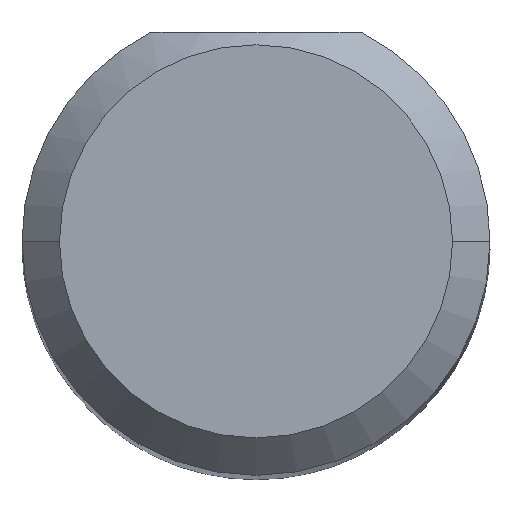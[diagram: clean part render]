
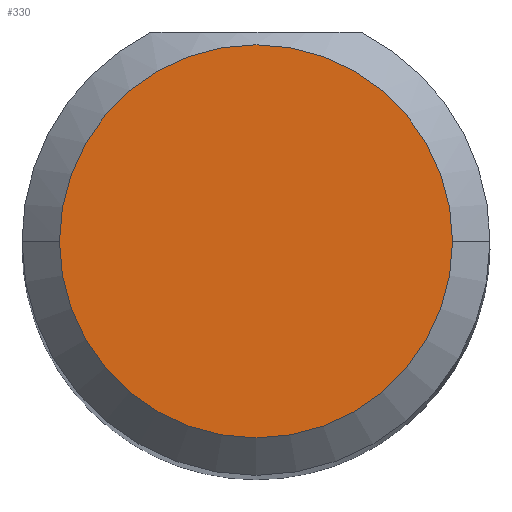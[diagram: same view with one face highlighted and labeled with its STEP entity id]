
A CAD part, top view. The second image highlights one B-rep face of the part: STEP entity #330.
In plain terms, the highlighted planar face has unit normal (0, 0, 1).
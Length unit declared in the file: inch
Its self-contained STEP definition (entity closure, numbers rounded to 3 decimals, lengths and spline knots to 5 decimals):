
#29 = CARTESIAN_POINT ( 'NONE',  ( 0., 0., 2. ) ) ;
#33 = CIRCLE ( 'NONE', #645, 0.07875 ) ;
#44 = VERTEX_POINT ( 'NONE', #369 ) ;
#66 = DIRECTION ( 'NONE',  ( 1., 0., 0. ) ) ;
#74 = CARTESIAN_POINT ( 'NONE',  ( 0., 0., 2. ) ) ;
#77 = AXIS2_PLACEMENT_3D ( 'NONE', #398, #187, #394 ) ;
#126 = CIRCLE ( 'NONE', #215, 0.07875 ) ;
#130 = FACE_OUTER_BOUND ( 'NONE', #193, .T. ) ;
#187 = DIRECTION ( 'NONE',  ( 0., 0., 1. ) ) ;
#193 = EDGE_LOOP ( 'NONE', ( #640, #472 ) ) ;
#215 = AXIS2_PLACEMENT_3D ( 'NONE', #29, #435, #66 ) ;
#285 = DIRECTION ( 'NONE',  ( 1., 0., 0. ) ) ;
#293 = PLANE ( 'NONE',  #77 ) ;
#324 = VERTEX_POINT ( 'NONE', #390 ) ;
#330 = ADVANCED_FACE ( 'NONE', ( #130 ), #293, .T. ) ;
#369 = CARTESIAN_POINT ( 'NONE',  ( 0.07875, 0., 2. ) ) ;
#383 = DIRECTION ( 'NONE',  ( 0., 0., 1. ) ) ;
#390 = CARTESIAN_POINT ( 'NONE',  ( -0.07875, 0., 2. ) ) ;
#394 = DIRECTION ( 'NONE',  ( 1., 0., 0. ) ) ;
#398 = CARTESIAN_POINT ( 'NONE',  ( 0., 0., 2. ) ) ;
#435 = DIRECTION ( 'NONE',  ( 0., 0., 1. ) ) ;
#472 = ORIENTED_EDGE ( 'NONE', *, *, #529, .T. ) ;
#529 = EDGE_CURVE ( 'NONE', #44, #324, #33, .T. ) ;
#604 = EDGE_CURVE ( 'NONE', #324, #44, #126, .T. ) ;
#640 = ORIENTED_EDGE ( 'NONE', *, *, #604, .T. ) ;
#645 = AXIS2_PLACEMENT_3D ( 'NONE', #74, #383, #285 ) ;
